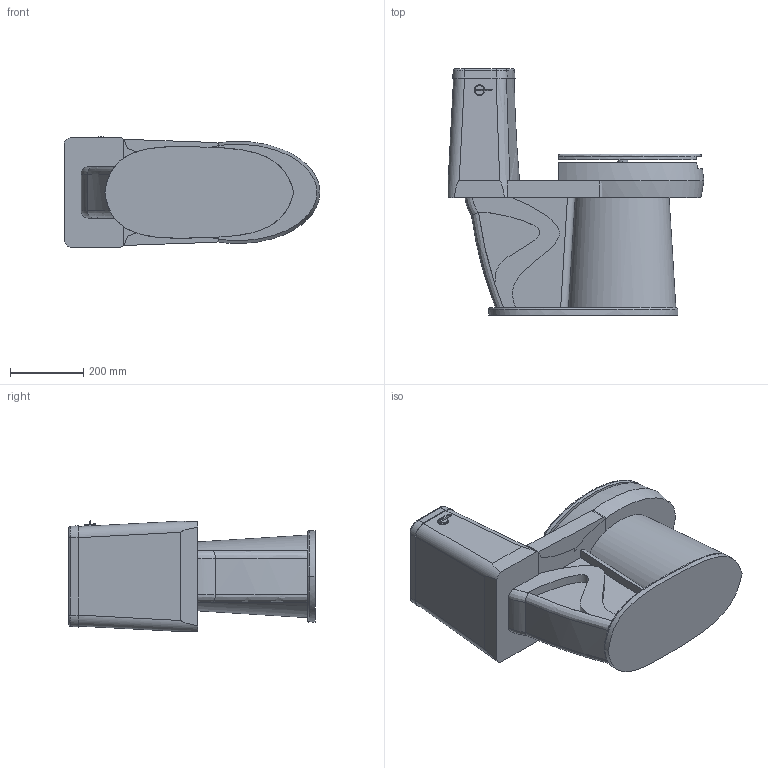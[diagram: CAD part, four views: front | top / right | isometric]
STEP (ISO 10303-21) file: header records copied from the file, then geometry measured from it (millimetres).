
FILE_DESCRIPTION (( 'STEP AP214' ), '1' );
FILE_NAME ('wc.STEP', '2015-03-22T19:57:29', ( '' ), ( '' ), 'SwSTEP 2.0', 'SolidWorks 2015', '' );
FILE_SCHEMA (( 'AUTOMOTIVE_DESIGN' ));
Length unit declared in the file: centimetre
Products named in the file (1): wc
Bounding box: 695.82 x 670 x 302.07 mm (x, y, z)
Volume: 54739460.6 mm3; surface area: 1812483.4 mm2
Topology: 4 solids, 4 shells, 118 faces, 274 edges, 169 vertices
Faces by surface type: plane 58, bspline 39, cylinder 16, torus 3, cone 2
Entity records: 8025 total; most frequent: CARTESIAN_POINT 5502, ORIENTED_EDGE 548, DIRECTION 347, EDGE_CURVE 274, VERTEX_POINT 169, EDGE_LOOP 123, LINE 121, VECTOR 121
